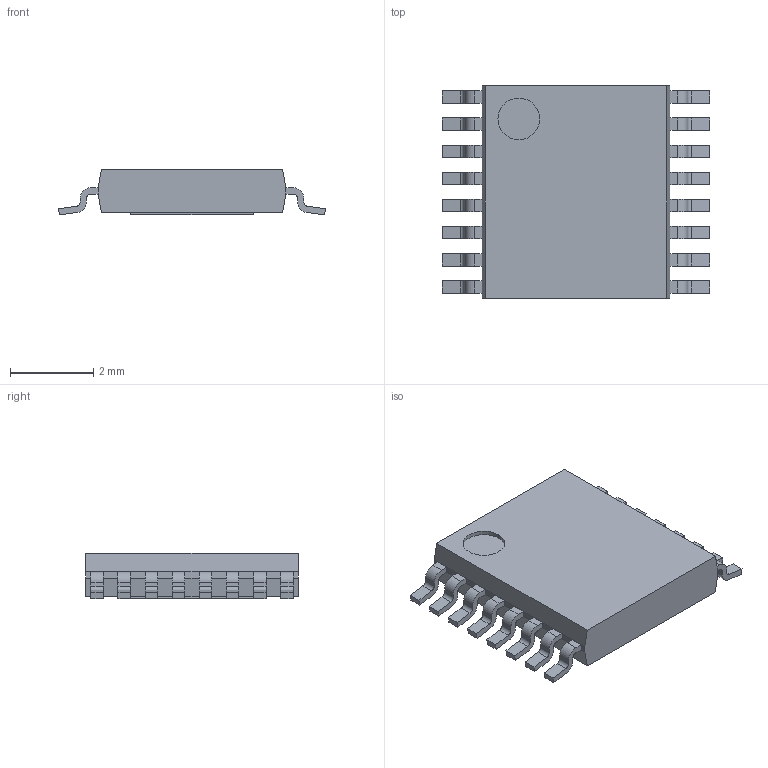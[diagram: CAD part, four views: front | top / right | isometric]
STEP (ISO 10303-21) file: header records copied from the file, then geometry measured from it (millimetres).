
FILE_DESCRIPTION((''),'2;1');
FILE_NAME('SOP65P640X110-17N-R294X358.stp','2015-01-12T12:14:24',(''),(''),'Mechanical Desktop 2011','Mechanical Desktop 2011',', , ');
FILE_SCHEMA(('AUTOMOTIVE_DESIGN { 1 2 10303 214 1 1 1 1 }'));
Length unit declared in the file: millimetre
Products named in the file (1): Product
Bounding box: 6.4 x 5.1 x 1.1 mm (x, y, z)
Volume: 25.1 mm3; surface area: 105.7 mm2
Topology: 18 solids, 18 shells, 243 faces, 618 edges, 412 vertices
Faces by surface type: bspline 112, plane 97, cylinder 34
Entity records: 7755 total; most frequent: CARTESIAN_POINT 2058, ORIENTED_EDGE 1236, DIRECTION 1014, EDGE_CURVE 618, VECTOR 486, LINE 486, VERTEX_POINT 412, AXIS2_PLACEMENT_3D 264
